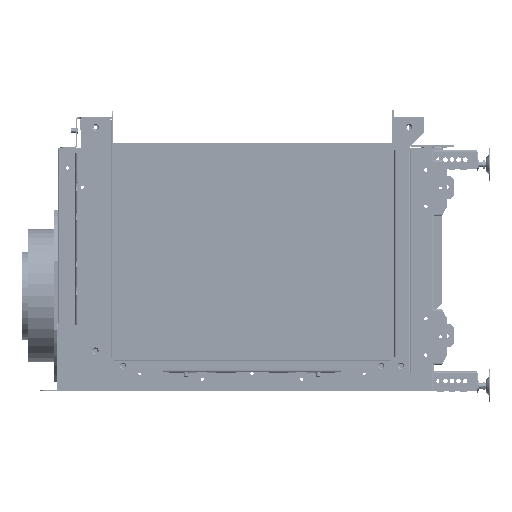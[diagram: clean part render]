
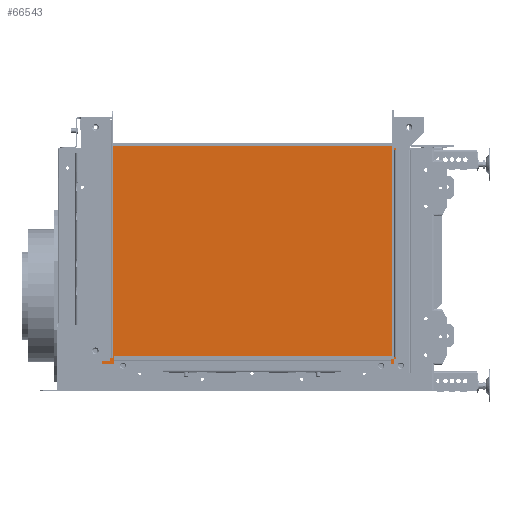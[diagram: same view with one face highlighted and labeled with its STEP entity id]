
A CAD part, left-side view. The second image highlights one B-rep face of the part: STEP entity #66543.
In plain terms, the highlighted face is planar.
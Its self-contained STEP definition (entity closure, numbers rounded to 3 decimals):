
#4362 = LINE ( 'NONE', #17377, #41406 ) ;
#4615 = CARTESIAN_POINT ( 'NONE',  ( 165., 225., 5. ) ) ;
#6037 = VECTOR ( 'NONE', #71962, 1000. ) ;
#7808 = CARTESIAN_POINT ( 'NONE',  ( -165., 225., 5. ) ) ;
#9114 = LINE ( 'NONE', #66318, #58855 ) ;
#12435 = ORIENTED_EDGE ( 'NONE', *, *, #80611, .T. ) ;
#14098 = CARTESIAN_POINT ( 'NONE',  ( 165., 225., 5. ) ) ;
#15118 = FACE_OUTER_BOUND ( 'NONE', #50555, .T. ) ;
#16088 = DIRECTION ( 'NONE',  ( 1., 0., 0. ) ) ;
#16539 = EDGE_CURVE ( 'NONE', #60062, #61696, #72429, .T. ) ;
#17377 = CARTESIAN_POINT ( 'NONE',  ( 165., 225., 5. ) ) ;
#17848 = DIRECTION ( 'NONE',  ( -1., 0., 0. ) ) ;
#17881 = DIRECTION ( 'NONE',  ( 0., 0., -1. ) ) ;
#21461 = ORIENTED_EDGE ( 'NONE', *, *, #67233, .T. ) ;
#22865 = CARTESIAN_POINT ( 'NONE',  ( -165., 225., 5. ) ) ;
#22898 = ORIENTED_EDGE ( 'NONE', *, *, #16539, .T. ) ;
#27558 = CARTESIAN_POINT ( 'NONE',  ( 165., -225., 5. ) ) ;
#33630 = AXIS2_PLACEMENT_3D ( 'NONE', #38783, #17881, #89495 ) ;
#38783 = CARTESIAN_POINT ( 'NONE',  ( 165., -225., 5. ) ) ;
#41406 = VECTOR ( 'NONE', #17848, 1000. ) ;
#43497 = PLANE ( 'NONE',  #33630 ) ;
#45656 = VECTOR ( 'NONE', #56477, 1000. ) ;
#49381 = ORIENTED_EDGE ( 'NONE', *, *, #68391, .T. ) ;
#50555 = EDGE_LOOP ( 'NONE', ( #21461, #49381, #22898, #12435 ) ) ;
#56203 = CARTESIAN_POINT ( 'NONE',  ( -165., -225., 5. ) ) ;
#56477 = DIRECTION ( 'NONE',  ( 0., 1., 0. ) ) ;
#58855 = VECTOR ( 'NONE', #16088, 1000. ) ;
#59962 = VERTEX_POINT ( 'NONE', #27558 ) ;
#60062 = VERTEX_POINT ( 'NONE', #22865 ) ;
#61696 = VERTEX_POINT ( 'NONE', #56203 ) ;
#66318 = CARTESIAN_POINT ( 'NONE',  ( 165., -225., 5. ) ) ;
#66543 = ADVANCED_FACE ( 'NONE', ( #15118 ), #43497, .F. ) ;
#67233 = EDGE_CURVE ( 'NONE', #59962, #85982, #77384, .T. ) ;
#68391 = EDGE_CURVE ( 'NONE', #85982, #60062, #4362, .T. ) ;
#71962 = DIRECTION ( 'NONE',  ( 0., -1., 0. ) ) ;
#72429 = LINE ( 'NONE', #7808, #6037 ) ;
#77384 = LINE ( 'NONE', #14098, #45656 ) ;
#80611 = EDGE_CURVE ( 'NONE', #61696, #59962, #9114, .T. ) ;
#85982 = VERTEX_POINT ( 'NONE', #4615 ) ;
#89495 = DIRECTION ( 'NONE',  ( -1., 0., 0. ) ) ;
